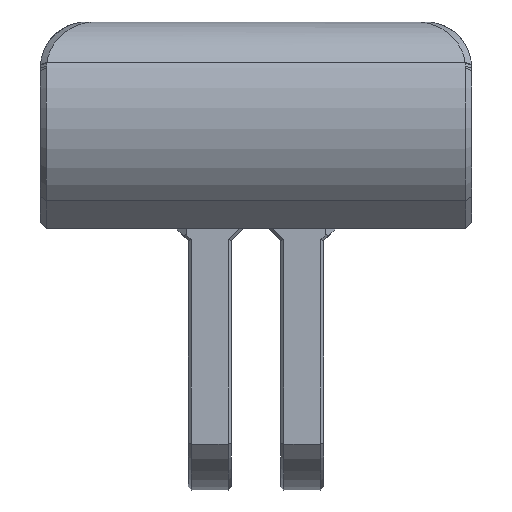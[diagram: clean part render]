
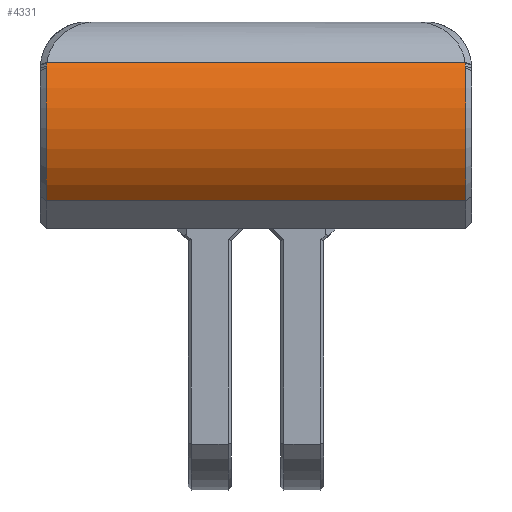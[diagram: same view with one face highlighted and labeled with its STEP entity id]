
A CAD part, front view. The second image highlights one B-rep face of the part: STEP entity #4331.
In plain terms, the highlighted cylindrical face has radius 8 mm (diameter 16 mm), a partial arc.
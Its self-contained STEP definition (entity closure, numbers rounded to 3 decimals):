
#100=CYLINDRICAL_SURFACE('',#4652,8.);
#166=B_SPLINE_CURVE_WITH_KNOTS('',3,(#6655,#6656,#6657,#6658),
 .UNSPECIFIED.,.F.,.F.,(4,4),(0.462,0.484),
 .UNSPECIFIED.);
#167=B_SPLINE_CURVE_WITH_KNOTS('',3,(#6675,#6676,#6677,#6678),
 .UNSPECIFIED.,.F.,.F.,(4,4),(0.484,0.501),
 .UNSPECIFIED.);
#172=B_SPLINE_CURVE_WITH_KNOTS('',3,(#6750,#6751,#6752,#6753),
 .UNSPECIFIED.,.F.,.F.,(4,4),(-1.57,-1.566),
 .UNSPECIFIED.);
#181=B_SPLINE_CURVE_WITH_KNOTS('',3,(#6839,#6840,#6841,#6842),
 .UNSPECIFIED.,.F.,.F.,(4,4),(-0.573,-0.569),
 .UNSPECIFIED.);
#182=B_SPLINE_CURVE_WITH_KNOTS('',3,(#6844,#6845,#6846,#6847),
 .UNSPECIFIED.,.F.,.F.,(4,4),(1.435,1.457),
 .UNSPECIFIED.);
#183=B_SPLINE_CURVE_WITH_KNOTS('',3,(#6849,#6850,#6851,#6852),
 .UNSPECIFIED.,.F.,.F.,(4,4),(1.419,1.435),
 .UNSPECIFIED.);
#299=CIRCLE('',#4646,8.);
#302=CIRCLE('',#4653,8.);
#525=FACE_OUTER_BOUND('',#786,.T.);
#786=EDGE_LOOP('',(#3221,#3222,#3223,#3224,#3225,#3226,#3227,#3228,#3229,
#3230));
#1122=LINE('',#6833,#1502);
#1124=LINE('',#6837,#1504);
#1502=VECTOR('',#5290,10.);
#1504=VECTOR('',#5294,4.5);
#1877=VERTEX_POINT('',#6596);
#1879=VERTEX_POINT('',#6601);
#1880=VERTEX_POINT('',#6645);
#1883=VERTEX_POINT('',#6653);
#1886=VERTEX_POINT('',#6717);
#1895=VERTEX_POINT('',#6832);
#1896=VERTEX_POINT('',#6836);
#1897=VERTEX_POINT('',#6838);
#1898=VERTEX_POINT('',#6843);
#1899=VERTEX_POINT('',#6848);
#2366=EDGE_CURVE('',#1879,#1877,#299,.T.);
#2373=EDGE_CURVE('',#1883,#1880,#166,.T.);
#2374=EDGE_CURVE('',#1880,#1879,#167,.T.);
#2380=EDGE_CURVE('',#1886,#1883,#172,.T.);
#2393=EDGE_CURVE('',#1895,#1877,#1122,.T.);
#2395=EDGE_CURVE('',#1896,#1886,#1124,.T.);
#2396=EDGE_CURVE('',#1897,#1896,#181,.T.);
#2397=EDGE_CURVE('',#1898,#1897,#182,.T.);
#2398=EDGE_CURVE('',#1899,#1898,#183,.T.);
#2399=EDGE_CURVE('',#1895,#1899,#302,.T.);
#3221=ORIENTED_EDGE('',*,*,#2366,.F.);
#3222=ORIENTED_EDGE('',*,*,#2374,.F.);
#3223=ORIENTED_EDGE('',*,*,#2373,.F.);
#3224=ORIENTED_EDGE('',*,*,#2380,.F.);
#3225=ORIENTED_EDGE('',*,*,#2395,.F.);
#3226=ORIENTED_EDGE('',*,*,#2396,.F.);
#3227=ORIENTED_EDGE('',*,*,#2397,.F.);
#3228=ORIENTED_EDGE('',*,*,#2398,.F.);
#3229=ORIENTED_EDGE('',*,*,#2399,.F.);
#3230=ORIENTED_EDGE('',*,*,#2393,.T.);
#4331=ADVANCED_FACE('',(#525),#100,.T.);
#4646=AXIS2_PLACEMENT_3D('',#6603,#5272,#5273);
#4652=AXIS2_PLACEMENT_3D('',#6835,#5292,#5293);
#4653=AXIS2_PLACEMENT_3D('',#6853,#5295,#5296);
#5272=DIRECTION('center_axis',(1.,0.,0.));
#5273=DIRECTION('ref_axis',(0.,-0.991,-0.131));
#5290=DIRECTION('',(1.,0.,0.));
#5292=DIRECTION('center_axis',(1.,0.,0.));
#5293=DIRECTION('ref_axis',(0.,-0.991,-0.131));
#5294=DIRECTION('',(1.,0.,0.));
#5295=DIRECTION('center_axis',(-1.,0.,0.));
#5296=DIRECTION('ref_axis',(0.,-0.991,-0.131));
#6596=CARTESIAN_POINT('',(13.6,-19.471,1.796));
#6601=CARTESIAN_POINT('',(13.6,-21.252,10.4));
#6603=CARTESIAN_POINT('Origin',(13.6,-13.815,7.453));
#6645=CARTESIAN_POINT('',(13.596,-21.196,10.537));
#6653=CARTESIAN_POINT('',(13.581,-21.117,10.72));
#6655=CARTESIAN_POINT('Ctrl Pts',(13.581,-21.117,10.72));
#6656=CARTESIAN_POINT('Ctrl Pts',(13.588,-21.144,10.659));
#6657=CARTESIAN_POINT('Ctrl Pts',(13.593,-21.171,10.598));
#6658=CARTESIAN_POINT('Ctrl Pts',(13.596,-21.196,10.537));
#6675=CARTESIAN_POINT('Ctrl Pts',(13.596,-21.196,10.537));
#6676=CARTESIAN_POINT('Ctrl Pts',(13.599,-21.215,10.491));
#6677=CARTESIAN_POINT('Ctrl Pts',(13.6,-21.234,10.446));
#6678=CARTESIAN_POINT('Ctrl Pts',(13.6,-21.252,10.4));
#6717=CARTESIAN_POINT('',(13.576,-21.099,10.76));
#6750=CARTESIAN_POINT('Ctrl Pts',(13.576,-21.099,10.76));
#6751=CARTESIAN_POINT('Ctrl Pts',(13.577,-21.105,10.747));
#6752=CARTESIAN_POINT('Ctrl Pts',(13.579,-21.111,10.733));
#6753=CARTESIAN_POINT('Ctrl Pts',(13.581,-21.117,10.72));
#6832=CARTESIAN_POINT('',(-13.6,-19.471,1.796));
#6833=CARTESIAN_POINT('',(-14.,-19.471,1.796));
#6835=CARTESIAN_POINT('Origin',(-14.,-13.815,7.453));
#6836=CARTESIAN_POINT('',(-13.576,-21.099,10.76));
#6837=CARTESIAN_POINT('',(-14.,-21.099,10.76));
#6838=CARTESIAN_POINT('',(-13.581,-21.117,10.72));
#6839=CARTESIAN_POINT('Ctrl Pts',(-13.581,-21.117,10.72));
#6840=CARTESIAN_POINT('Ctrl Pts',(-13.579,-21.111,10.733));
#6841=CARTESIAN_POINT('Ctrl Pts',(-13.577,-21.105,10.747));
#6842=CARTESIAN_POINT('Ctrl Pts',(-13.576,-21.099,10.76));
#6843=CARTESIAN_POINT('',(-13.596,-21.196,10.537));
#6844=CARTESIAN_POINT('Ctrl Pts',(-13.596,-21.196,10.537));
#6845=CARTESIAN_POINT('Ctrl Pts',(-13.593,-21.171,10.598));
#6846=CARTESIAN_POINT('Ctrl Pts',(-13.588,-21.144,10.659));
#6847=CARTESIAN_POINT('Ctrl Pts',(-13.581,-21.117,10.72));
#6848=CARTESIAN_POINT('',(-13.6,-21.252,10.4));
#6849=CARTESIAN_POINT('Ctrl Pts',(-13.6,-21.252,10.4));
#6850=CARTESIAN_POINT('Ctrl Pts',(-13.6,-21.234,10.446));
#6851=CARTESIAN_POINT('Ctrl Pts',(-13.599,-21.215,10.491));
#6852=CARTESIAN_POINT('Ctrl Pts',(-13.596,-21.196,10.537));
#6853=CARTESIAN_POINT('Origin',(-13.6,-13.815,7.453));
